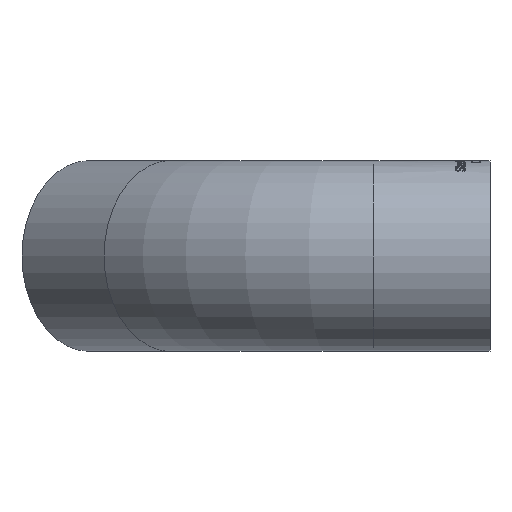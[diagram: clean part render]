
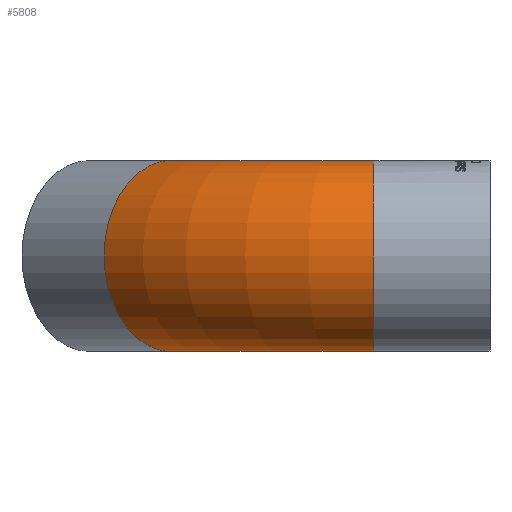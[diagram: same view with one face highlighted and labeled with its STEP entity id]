
A CAD part, left-side view. The second image highlights one B-rep face of the part: STEP entity #5808.
In plain terms, the highlighted toroidal (fillet/blend) face has major radius 114.3 mm and minor radius 38.1 mm.
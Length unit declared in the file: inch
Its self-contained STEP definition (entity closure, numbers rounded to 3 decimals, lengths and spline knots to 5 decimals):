
#14=TOROIDAL_SURFACE('',#6111,4.5,1.5);
#74=FACE_BOUND('',#1037,.T.);
#680=FACE_OUTER_BOUND('',#1036,.T.);
#1036=EDGE_LOOP('',(#5433));
#1037=EDGE_LOOP('',(#5434));
#1930=CIRCLE('',#6089,1.5);
#1937=CIRCLE('',#6108,1.5);
#2838=VERTEX_POINT('',#13034);
#2845=VERTEX_POINT('',#13060);
#3701=EDGE_CURVE('',#2838,#2838,#1930,.T.);
#3708=EDGE_CURVE('',#2845,#2845,#1937,.T.);
#5433=ORIENTED_EDGE('',*,*,#3708,.F.);
#5434=ORIENTED_EDGE('',*,*,#3701,.F.);
#5808=ADVANCED_FACE('',(#680,#74),#14,.T.);
#6089=AXIS2_PLACEMENT_3D('',#13035,#7057,#7058);
#6108=AXIS2_PLACEMENT_3D('',#13061,#7095,#7096);
#6111=AXIS2_PLACEMENT_3D('',#13064,#7101,#7102);
#7057=DIRECTION('center_axis',(0.,-1.,0.));
#7058=DIRECTION('ref_axis',(1.,0.,0.));
#7095=DIRECTION('center_axis',(0.707,0.707,0.));
#7096=DIRECTION('ref_axis',(0.707,-0.707,0.));
#7101=DIRECTION('center_axis',(0.,0.,-1.));
#7102=DIRECTION('ref_axis',(-1.,0.,0.));
#13034=CARTESIAN_POINT('',(0.,0.,-1.5));
#13035=CARTESIAN_POINT('Origin',(0.,0.,0.));
#13060=CARTESIAN_POINT('',(1.31802,3.18198,1.5));
#13061=CARTESIAN_POINT('Origin',(1.31802,3.18198,0.));
#13064=CARTESIAN_POINT('Origin',(4.5,0.,0.));
